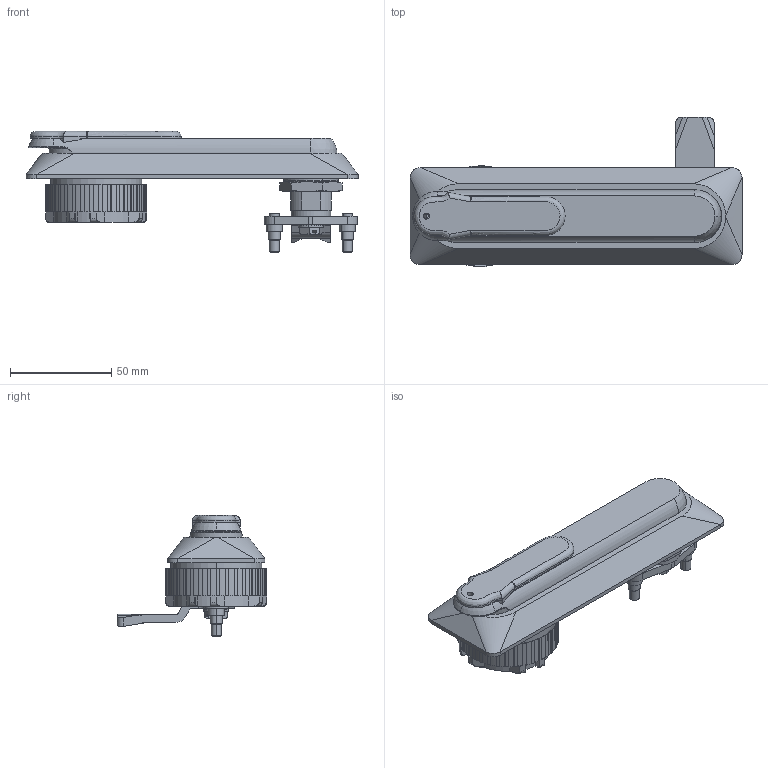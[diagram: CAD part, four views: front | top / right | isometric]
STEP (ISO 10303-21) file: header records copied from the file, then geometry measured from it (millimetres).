
FILE_DESCRIPTION (( 'STEP AP214' ), '1' );
FILE_NAME ('001.03.01.STEP', '2020-11-26T06:43:47', ( 'Mesan_IT' ), ( '' ), 'SwSTEP 2.0', 'SolidWorks 2019', '' );
FILE_SCHEMA (( 'AUTOMOTIVE_DESIGN' ));
Length unit declared in the file: millimetre
Products named in the file (5): 001.03.00; 20403001; 001.03.01
Assembly tree (2 placements, depth 2):
  001.03.00
  20403001
  001.03.01
    001.03.00
    20403001
Bounding box: 164 x 74 x 59.9 mm (x, y, z)
Volume: 119729.1 mm3; surface area: 74884.7 mm2
Topology: 13 solids, 13 shells, 1087 faces, 2940 edges, 1901 vertices
Faces by surface type: plane 563, cylinder 368, bspline 71, cone 58, sphere 15, torus 12
Entity records: 46184 total; most frequent: CARTESIAN_POINT 18870, ORIENTED_EDGE 5866, DIRECTION 5509, EDGE_CURVE 2933, AXIS2_PLACEMENT_3D 1948, VERTEX_POINT 1900, LINE 1613, VECTOR 1613
